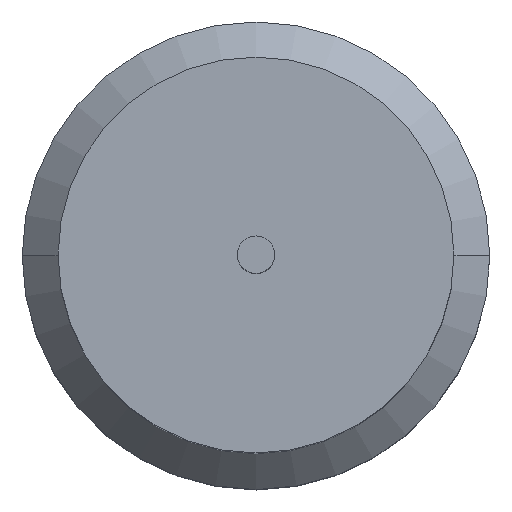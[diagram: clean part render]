
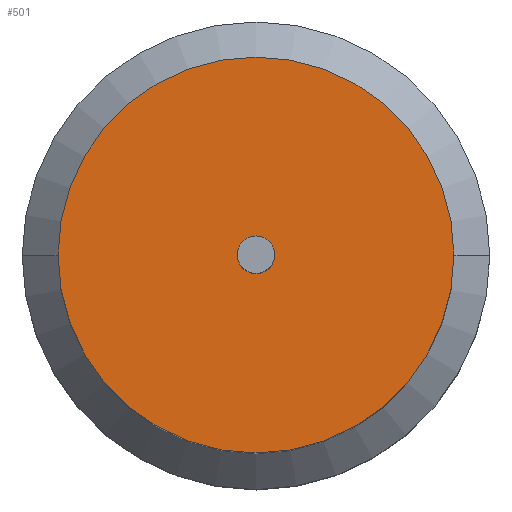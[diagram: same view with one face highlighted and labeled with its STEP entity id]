
A CAD part, top view. The second image highlights one B-rep face of the part: STEP entity #501.
In plain terms, the highlighted planar face has unit normal (0, 0, 1).
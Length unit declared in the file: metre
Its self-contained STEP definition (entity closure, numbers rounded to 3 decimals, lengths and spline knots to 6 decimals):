
#24 = EDGE_LOOP ( 'NONE', ( #295, #435 ) ) ;
#46 = DIRECTION ( 'NONE',  ( -1., 0., 0. ) ) ;
#55 = AXIS2_PLACEMENT_3D ( 'NONE', #273, #581, #315 ) ;
#60 = FACE_OUTER_BOUND ( 'NONE', #24, .T. ) ;
#80 = DIRECTION ( 'NONE',  ( 0., 0., 1. ) ) ;
#102 = VERTEX_POINT ( 'NONE', #582 ) ;
#119 = AXIS2_PLACEMENT_3D ( 'NONE', #349, #80, #394 ) ;
#146 = CARTESIAN_POINT ( 'NONE',  ( 0.00265, 0., 0. ) ) ;
#157 = EDGE_LOOP ( 'NONE', ( #500, #270 ) ) ;
#187 = EDGE_CURVE ( 'NONE', #102, #437, #411, .T. ) ;
#212 = CIRCLE ( 'NONE', #266, 0.00265 ) ;
#251 = DIRECTION ( 'NONE',  ( -1., 0., 0. ) ) ;
#254 = CIRCLE ( 'NONE', #119, 0.00025 ) ;
#257 = CARTESIAN_POINT ( 'NONE',  ( 0., 0., 0. ) ) ;
#261 = DIRECTION ( 'NONE',  ( -1., 0., 0. ) ) ;
#266 = AXIS2_PLACEMENT_3D ( 'NONE', #585, #316, #46 ) ;
#270 = ORIENTED_EDGE ( 'NONE', *, *, #288, .F. ) ;
#273 = CARTESIAN_POINT ( 'NONE',  ( 0., 0., 0. ) ) ;
#288 = EDGE_CURVE ( 'NONE', #291, #535, #254, .T. ) ;
#291 = VERTEX_POINT ( 'NONE', #308 ) ;
#293 = FACE_BOUND ( 'NONE', #157, .T. ) ;
#295 = ORIENTED_EDGE ( 'NONE', *, *, #187, .F. ) ;
#301 = AXIS2_PLACEMENT_3D ( 'NONE', #257, #309, #261 ) ;
#308 = CARTESIAN_POINT ( 'NONE',  ( 0.00025, 0., 0. ) ) ;
#309 = DIRECTION ( 'NONE',  ( 0., 0., -1. ) ) ;
#315 = DIRECTION ( 'NONE',  ( -1., 0., 0. ) ) ;
#316 = DIRECTION ( 'NONE',  ( 0., 0., -1. ) ) ;
#340 = EDGE_CURVE ( 'NONE', #535, #291, #473, .T. ) ;
#349 = CARTESIAN_POINT ( 'NONE',  ( 0., 0., 0. ) ) ;
#371 = EDGE_CURVE ( 'NONE', #437, #102, #212, .T. ) ;
#377 = CARTESIAN_POINT ( 'NONE',  ( -0.00025, 0., 0. ) ) ;
#394 = DIRECTION ( 'NONE',  ( -1., 0., 0. ) ) ;
#411 = CIRCLE ( 'NONE', #301, 0.00265 ) ;
#419 = CARTESIAN_POINT ( 'NONE',  ( 0., 0., 0. ) ) ;
#435 = ORIENTED_EDGE ( 'NONE', *, *, #371, .F. ) ;
#437 = VERTEX_POINT ( 'NONE', #146 ) ;
#440 = AXIS2_PLACEMENT_3D ( 'NONE', #419, #516, #251 ) ;
#473 = CIRCLE ( 'NONE', #55, 0.00025 ) ;
#500 = ORIENTED_EDGE ( 'NONE', *, *, #340, .F. ) ;
#501 = ADVANCED_FACE ( 'NONE', ( #293, #60 ), #556, .F. ) ;
#516 = DIRECTION ( 'NONE',  ( 0., 0., -1. ) ) ;
#535 = VERTEX_POINT ( 'NONE', #377 ) ;
#556 = PLANE ( 'NONE',  #440 ) ;
#581 = DIRECTION ( 'NONE',  ( 0., 0., 1. ) ) ;
#582 = CARTESIAN_POINT ( 'NONE',  ( -0.00265, 0., 0. ) ) ;
#585 = CARTESIAN_POINT ( 'NONE',  ( 0., 0., 0. ) ) ;
